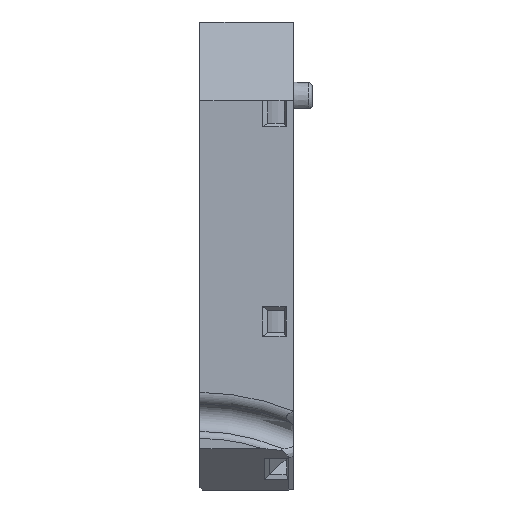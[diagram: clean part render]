
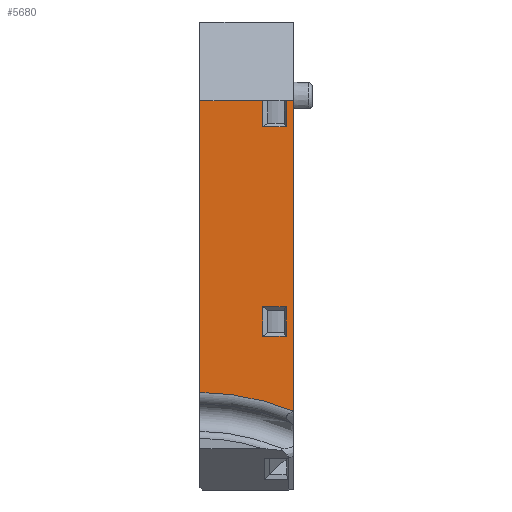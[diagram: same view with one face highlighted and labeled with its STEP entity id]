
A CAD part, left-side view. The second image highlights one B-rep face of the part: STEP entity #5680.
In plain terms, the highlighted planar face has unit normal (-1, 0, 0).
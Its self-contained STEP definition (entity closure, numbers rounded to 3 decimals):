
#137=FACE_BOUND('',#909,.T.);
#457=CIRCLE('',#6005,33.014);
#588=FACE_OUTER_BOUND('',#908,.T.);
#908=EDGE_LOOP('',(#4001,#4002,#4003,#4004,#4005,#4006,#4007,#4008));
#909=EDGE_LOOP('',(#4009,#4010,#4011,#4012));
#1276=LINE('',#8465,#1812);
#1285=LINE('',#8510,#1821);
#1286=LINE('',#8512,#1822);
#1287=LINE('',#8514,#1823);
#1288=LINE('',#8516,#1824);
#1289=LINE('',#8518,#1825);
#1290=LINE('',#8519,#1826);
#1291=LINE('',#8522,#1827);
#1292=LINE('',#8524,#1828);
#1293=LINE('',#8526,#1829);
#1294=LINE('',#8527,#1830);
#1812=VECTOR('',#6482,10.);
#1821=VECTOR('',#6509,10.);
#1822=VECTOR('',#6510,10.);
#1823=VECTOR('',#6511,10.);
#1824=VECTOR('',#6512,10.);
#1825=VECTOR('',#6513,10.);
#1826=VECTOR('',#6514,10.);
#1827=VECTOR('',#6515,10.);
#1828=VECTOR('',#6516,10.);
#1829=VECTOR('',#6517,10.);
#1830=VECTOR('',#6518,10.);
#2384=VERTEX_POINT('',#8451);
#2385=VERTEX_POINT('',#8453);
#2386=VERTEX_POINT('',#8464);
#2403=VERTEX_POINT('',#8509);
#2404=VERTEX_POINT('',#8511);
#2405=VERTEX_POINT('',#8513);
#2406=VERTEX_POINT('',#8515);
#2407=VERTEX_POINT('',#8517);
#2408=VERTEX_POINT('',#8520);
#2409=VERTEX_POINT('',#8521);
#2410=VERTEX_POINT('',#8523);
#2411=VERTEX_POINT('',#8525);
#3011=EDGE_CURVE('',#2384,#2385,#457,.T.);
#3013=EDGE_CURVE('',#2385,#2386,#1276,.F.);
#3031=EDGE_CURVE('',#2403,#2384,#1285,.T.);
#3032=EDGE_CURVE('',#2403,#2404,#1286,.T.);
#3033=EDGE_CURVE('',#2405,#2404,#1287,.T.);
#3034=EDGE_CURVE('',#2406,#2405,#1288,.T.);
#3035=EDGE_CURVE('',#2407,#2406,#1289,.T.);
#3036=EDGE_CURVE('',#2407,#2386,#1290,.T.);
#3037=EDGE_CURVE('',#2408,#2409,#1291,.T.);
#3038=EDGE_CURVE('',#2410,#2408,#1292,.T.);
#3039=EDGE_CURVE('',#2411,#2410,#1293,.T.);
#3040=EDGE_CURVE('',#2409,#2411,#1294,.T.);
#4001=ORIENTED_EDGE('',*,*,#3011,.F.);
#4002=ORIENTED_EDGE('',*,*,#3031,.F.);
#4003=ORIENTED_EDGE('',*,*,#3032,.T.);
#4004=ORIENTED_EDGE('',*,*,#3033,.F.);
#4005=ORIENTED_EDGE('',*,*,#3034,.F.);
#4006=ORIENTED_EDGE('',*,*,#3035,.F.);
#4007=ORIENTED_EDGE('',*,*,#3036,.T.);
#4008=ORIENTED_EDGE('',*,*,#3013,.F.);
#4009=ORIENTED_EDGE('',*,*,#3037,.F.);
#4010=ORIENTED_EDGE('',*,*,#3038,.F.);
#4011=ORIENTED_EDGE('',*,*,#3039,.F.);
#4012=ORIENTED_EDGE('',*,*,#3040,.F.);
#5484=PLANE('',#6015);
#5680=ADVANCED_FACE('',(#588,#137),#5484,.T.);
#6005=AXIS2_PLACEMENT_3D('',#8454,#6478,#6479);
#6015=AXIS2_PLACEMENT_3D('',#8508,#6507,#6508);
#6478=DIRECTION('center_axis',(-1.,0.,0.));
#6479=DIRECTION('ref_axis',(0.,-0.206,0.979));
#6482=DIRECTION('',(0.,0.,-1.));
#6507=DIRECTION('center_axis',(-1.,0.,0.));
#6508=DIRECTION('ref_axis',(0.,0.,1.));
#6509=DIRECTION('',(0.,0.,-1.));
#6510=DIRECTION('',(0.,1.,0.));
#6511=DIRECTION('',(0.,0.,1.));
#6512=DIRECTION('',(0.,-1.,0.));
#6513=DIRECTION('',(0.,0.,-1.));
#6514=DIRECTION('',(0.,1.,0.));
#6515=DIRECTION('',(0.,0.,-1.));
#6516=DIRECTION('',(0.,1.,0.));
#6517=DIRECTION('',(0.,0.,1.));
#6518=DIRECTION('',(0.,-1.,0.));
#8451=CARTESIAN_POINT('',(44.957,-49.568,128.445));
#8453=CARTESIAN_POINT('',(44.957,-37.068,130.96));
#8454=CARTESIAN_POINT('Origin',(44.957,-36.929,97.947));
#8464=CARTESIAN_POINT('',(44.957,-37.068,169.924));
#8465=CARTESIAN_POINT('',(44.957,-37.068,147.909));
#8508=CARTESIAN_POINT('Origin',(44.957,-70.068,121.894));
#8509=CARTESIAN_POINT('',(44.957,-49.568,169.924));
#8510=CARTESIAN_POINT('',(44.957,-49.568,135.534));
#8511=CARTESIAN_POINT('',(44.957,-48.593,169.924));
#8512=CARTESIAN_POINT('',(44.957,-70.068,169.924));
#8513=CARTESIAN_POINT('',(44.957,-48.593,166.424));
#8514=CARTESIAN_POINT('',(44.957,-48.593,166.424));
#8515=CARTESIAN_POINT('',(44.957,-45.448,166.424));
#8516=CARTESIAN_POINT('',(44.957,-65.808,166.424));
#8517=CARTESIAN_POINT('',(44.957,-45.448,169.924));
#8518=CARTESIAN_POINT('',(44.957,-45.448,169.924));
#8519=CARTESIAN_POINT('',(44.957,-70.068,169.924));
#8520=CARTESIAN_POINT('',(44.957,-45.448,142.424));
#8521=CARTESIAN_POINT('',(44.957,-45.448,138.424));
#8522=CARTESIAN_POINT('',(44.957,-45.448,142.424));
#8523=CARTESIAN_POINT('',(44.957,-48.593,142.424));
#8524=CARTESIAN_POINT('',(44.957,-65.808,142.424));
#8525=CARTESIAN_POINT('',(44.957,-48.593,138.424));
#8526=CARTESIAN_POINT('',(44.957,-48.593,138.424));
#8527=CARTESIAN_POINT('',(44.957,-65.808,138.424));
